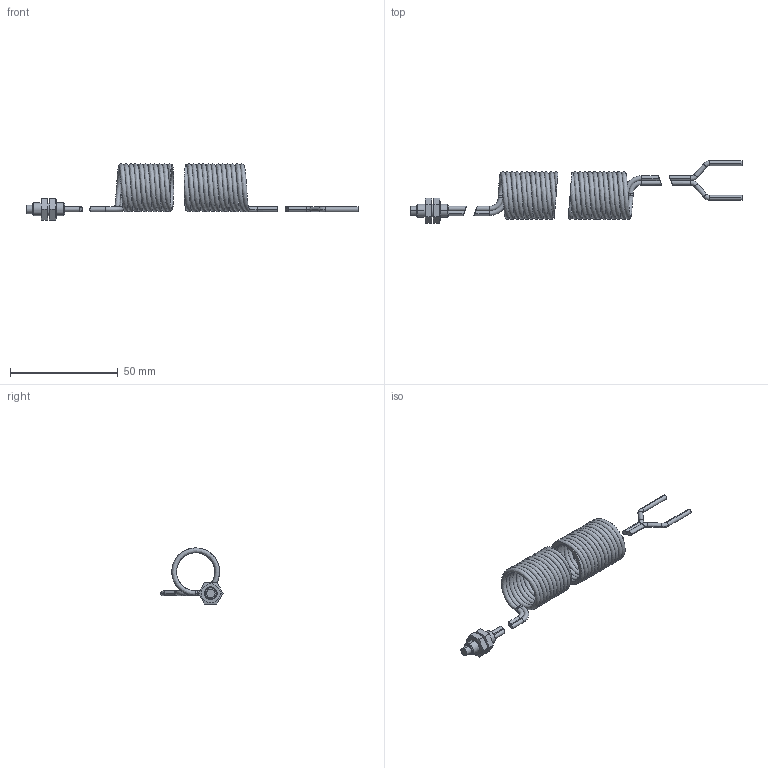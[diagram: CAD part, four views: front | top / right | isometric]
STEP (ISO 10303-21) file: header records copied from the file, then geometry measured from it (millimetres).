
FILE_DESCRIPTION (( 'STEP AP214' ), '1' );
FILE_NAME ('OPT2055.STEP', '2016-02-24T14:34:28', ( '' ), ( '' ), 'SwSTEP 2.0', 'SolidWorks 2014', '' );
FILE_SCHEMA (( 'AUTOMOTIVE_DESIGN' ));
Length unit declared in the file: inch
Products named in the file (6): 1; 2; OPT2055; 5; 4; 3
Assembly tree (5 placements, depth 2):
  OPT2055
    1
    2
    3
    4
    5
Bounding box: 154.39 x 28.98 x 26.1 mm (x, y, z)
Volume: 7024.2 mm3; surface area: 10915.2 mm2
Topology: 5 solids, 5 shells, 117 faces, 266 edges, 166 vertices
Faces by surface type: cylinder 47, plane 38, torus 14, cone 12, bspline 6
Entity records: 24843 total; most frequent: CARTESIAN_POINT 22038, DIRECTION 545, ORIENTED_EDGE 532, EDGE_CURVE 266, AXIS2_PLACEMENT_3D 235, VERTEX_POINT 166, EDGE_LOOP 124, FACE_OUTER_BOUND 117
